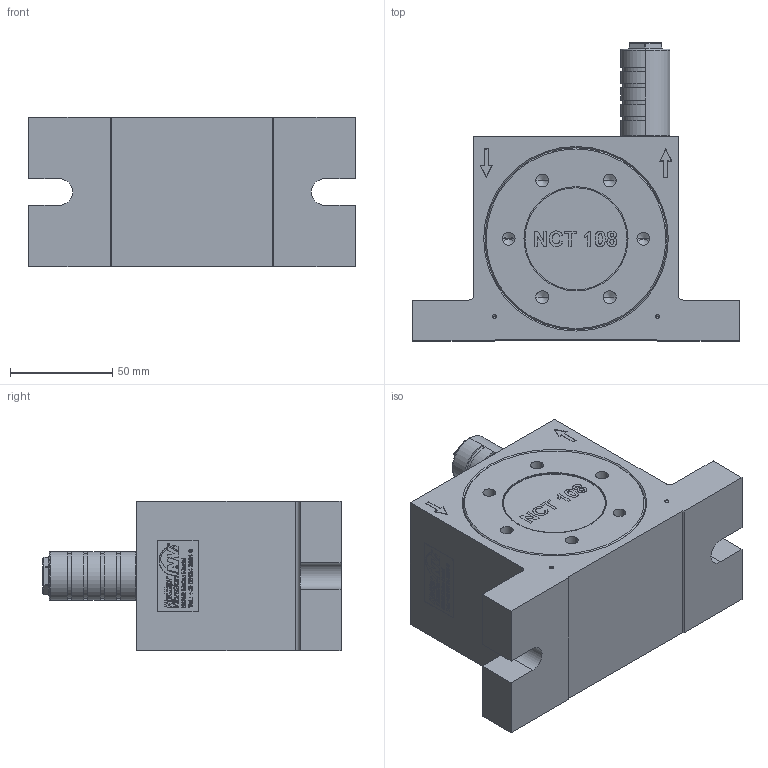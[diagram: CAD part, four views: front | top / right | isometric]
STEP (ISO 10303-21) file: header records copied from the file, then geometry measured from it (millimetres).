
FILE_DESCRIPTION (( 'STEP AP214' ), '1' );
FILE_NAME ('NCT 108 Turbinenvibrator #02760000.STEP', '2022-02-28T07:59:00', ( '' ), ( '' ), 'SwSTEP 2.0', 'SolidWorks 2015', '' );
FILE_SCHEMA (( 'AUTOMOTIVE_DESIGN' ));
Length unit declared in the file: millimetre
Products named in the file (1): NCT 108 Turbinenvibrator #02760000
Bounding box: 160 x 146 x 73 mm (x, y, z)
Volume: 785487.2 mm3; surface area: 79115.3 mm2
Topology: 2 solids, 4 shells, 355 faces, 1542 edges, 1311 vertices
Faces by surface type: plane 213, cylinder 81, cone 32, torus 21, sphere 8
Entity records: 24066 total; most frequent: CARTESIAN_POINT 9121, ORIENTED_EDGE 3040, DIRECTION 1978, EDGE_CURVE 1520, VERTEX_POINT 1311, LINE 802, VECTOR 802, AXIS2_PLACEMENT_3D 588
